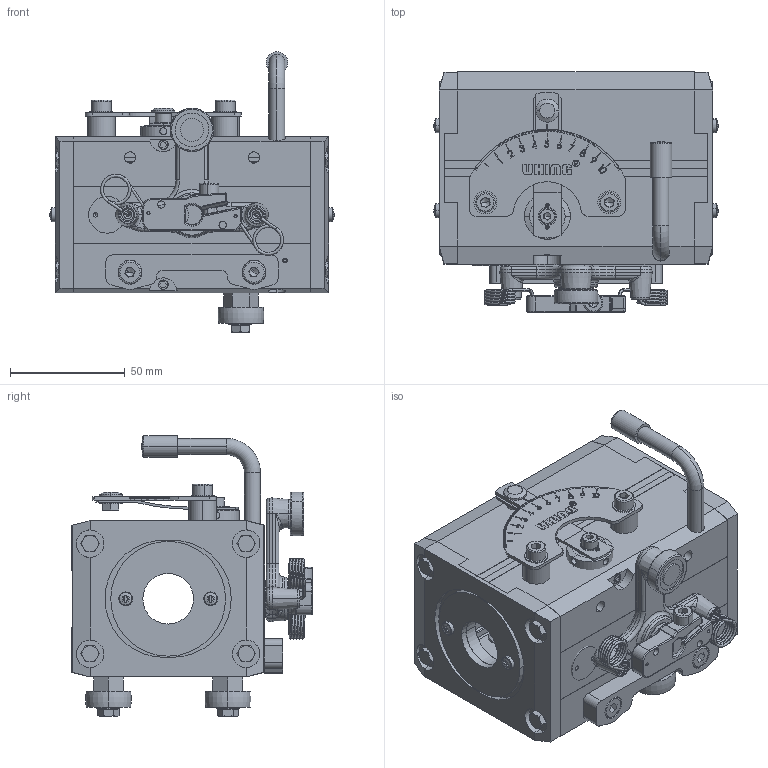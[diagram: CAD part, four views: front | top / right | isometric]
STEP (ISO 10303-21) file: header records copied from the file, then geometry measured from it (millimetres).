
FILE_DESCRIPTION (( 'STEP AP214' ), '1' );
FILE_NAME ('RG3-22-2MCRF Drehrichtung rechts.STEP', '2019-10-18T04:40:28', ( '' ), ( '' ), 'SwSTEP 2.0', 'SolidWorks 2019', '' );
FILE_SCHEMA (( 'AUTOMOTIVE_DESIGN' ));
Length unit declared in the file: millimetre
Products named in the file (1): RG3-22-2MCRF Drehrichtung rechts
Bounding box: 123.74 x 104.8 x 122.25 mm (x, y, z)
Volume: 323064.3 mm3; surface area: 177904.3 mm2
Topology: 80 solids, 80 shells, 3761 faces, 9882 edges, 6340 vertices
Faces by surface type: plane 1907, cylinder 1129, cone 318, bspline 187, torus 156, sphere 64
Entity records: 171392 total; most frequent: CARTESIAN_POINT 37490, ORIENTED_EDGE 19488, DIRECTION 18647, EDGE_CURVE 9744, AXIS2_PLACEMENT_3D 6691, VERTEX_POINT 6294, VECTOR 5265, LINE 5265
